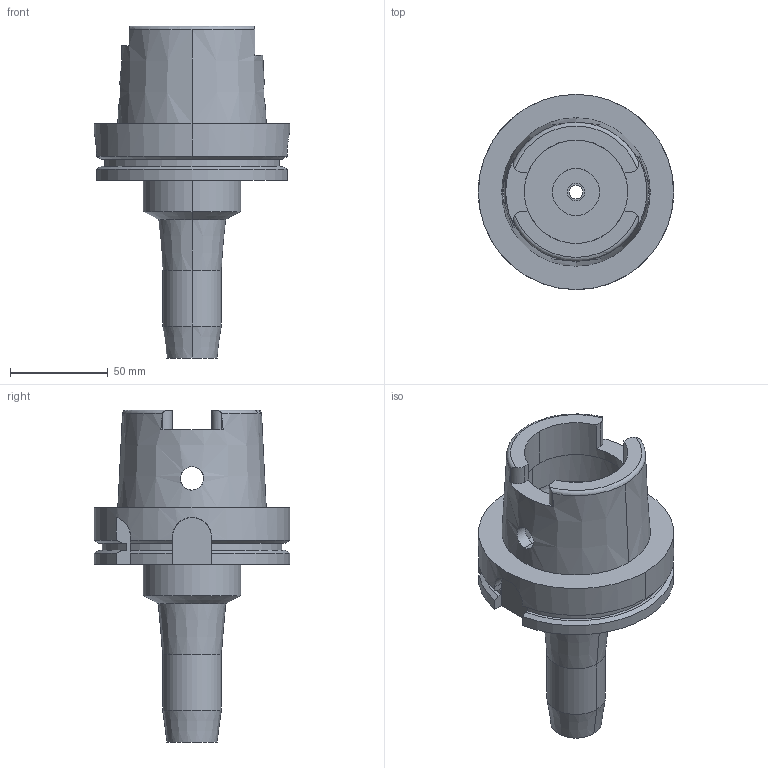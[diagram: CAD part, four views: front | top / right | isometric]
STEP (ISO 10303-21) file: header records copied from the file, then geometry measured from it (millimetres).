
FILE_DESCRIPTION((''),'2;1');
FILE_NAME('HSK-A100-HDC10-120','2018-02-28T',('ykawabe'),(''),'CREO PARAMETRIC BY PTC INC, 2016380','CREO PARAMETRIC BY PTC INC, 2016380','');
FILE_SCHEMA(('AUTOMOTIVE_DESIGN { 1 0 10303 214 1 1 1 1 }'));
Length unit declared in the file: millimetre
Products named in the file (1): HSK-A100-HDC10-120
Bounding box: 100 x 100 x 170 mm (x, y, z)
Volume: 335819.2 mm3; surface area: 61621.3 mm2
Topology: 1 solids, 1 shells, 97 faces, 268 edges, 177 vertices
Faces by surface type: cylinder 42, plane 35, cone 16, torus 4
Entity records: 4429 total; most frequent: CARTESIAN_POINT 848, DIRECTION 547, ORIENTED_EDGE 536, PRESENTATION_STYLE_ASSIGNMENT 273, STYLED_ITEM 273, CURVE_STYLE 272, EDGE_CURVE 268, AXIS2_PLACEMENT_3D 217
